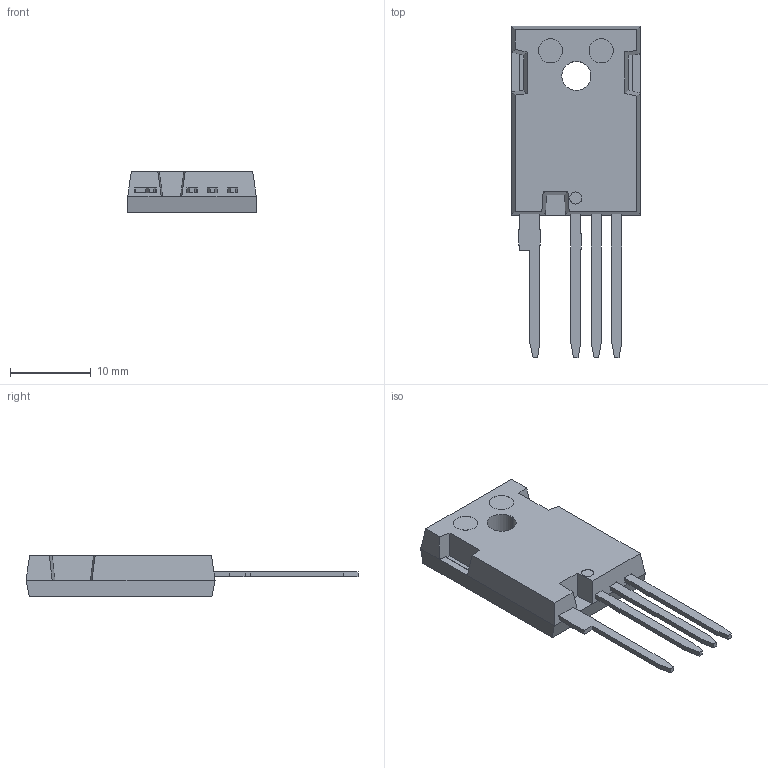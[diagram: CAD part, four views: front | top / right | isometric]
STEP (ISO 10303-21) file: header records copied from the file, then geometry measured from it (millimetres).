
FILE_DESCRIPTION(('STEP AP214'),'1');
FILE_NAME('TO-247-4L_F.stp','2023-11-03T17:45:36',(' '),(' '),'Spatial InterOp 3D',' ',' ');
FILE_SCHEMA(('AUTOMOTIVE_DESIGN { 1 0 10303 214 1 1 1 1 }'));
Length unit declared in the file: metre
Products named in the file (7): TO-247-4L_F; Component1; Component2; Component3; Component4; Component5; Component6
Assembly tree (6 placements, depth 2):
  TO-247-4L_F
    Component1
    Component2
    Component3
    Component4
    Component5
    Component6
Bounding box: 15.94 x 41.17 x 5.02 mm (x, y, z)
Volume: 1746.6 mm3; surface area: 2153.1 mm2
Topology: 6 solids, 6 shells, 158 faces, 409 edges, 268 vertices
Faces by surface type: plane 146, cylinder 12
Entity records: 4938 total; most frequent: CARTESIAN_POINT 842, ORIENTED_EDGE 818, DIRECTION 763, EDGE_CURVE 409, LINE 385, VECTOR 385, VERTEX_POINT 268, AXIS2_PLACEMENT_3D 189
